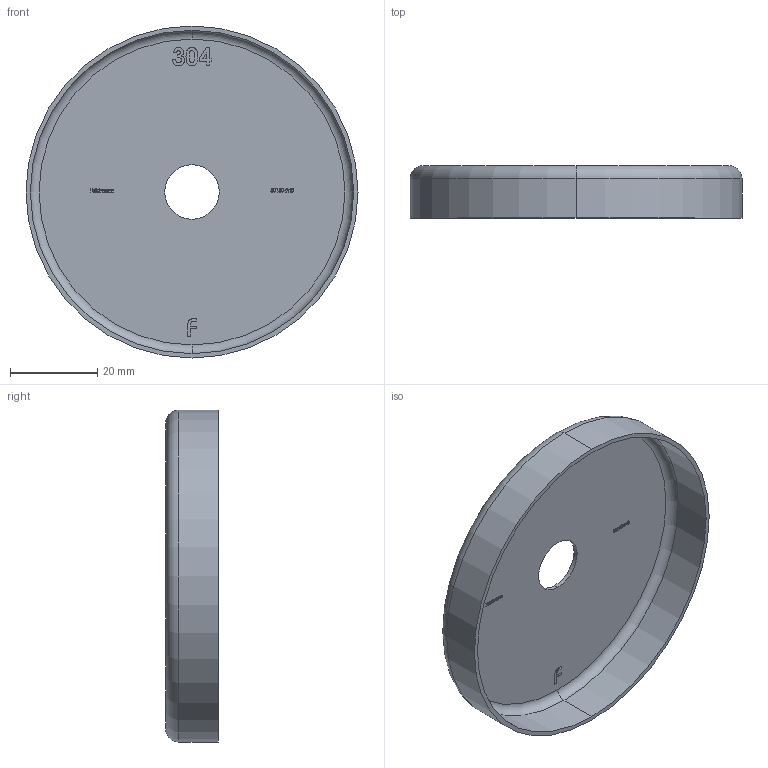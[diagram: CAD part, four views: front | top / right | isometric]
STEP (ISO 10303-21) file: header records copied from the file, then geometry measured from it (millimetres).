
FILE_DESCRIPTION (( 'STEP AP203' ), '1' );
FILE_NAME ('50150-240.step', '2020-11-05T12:45:22', ( '' ), ( '' ), 'SwSTEP 2.0', 'SolidWorks 2018', '' );
FILE_SCHEMA (( 'CONFIG_CONTROL_DESIGN' ));
Length unit declared in the file: millimetre
Products named in the file (2): 50150-240
Bounding box: 76 x 12 x 76 mm (x, y, z)
Volume: 6747.3 mm3; surface area: 13788.7 mm2
Topology: 1 solids, 1 shells, 287 faces, 758 edges, 504 vertices
Faces by surface type: plane 155, bspline 122, cylinder 6, torus 4
Entity records: 16079 total; most frequent: CARTESIAN_POINT 9625, ORIENTED_EDGE 1516, DIRECTION 868, EDGE_CURVE 758, VERTEX_POINT 504, VECTOR 494, LINE 494, EDGE_LOOP 320
